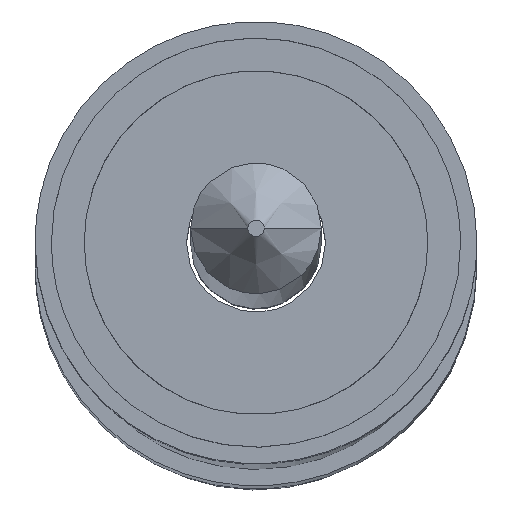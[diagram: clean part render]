
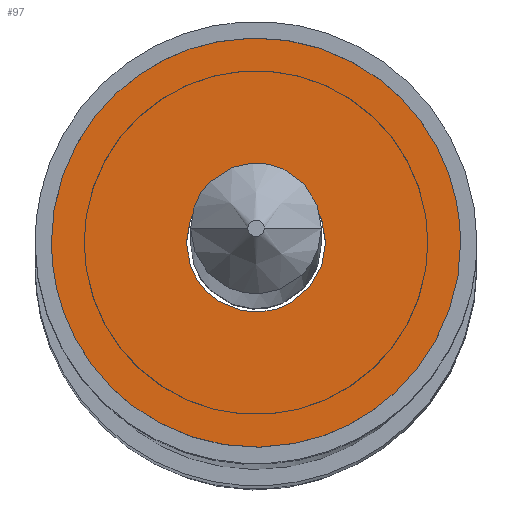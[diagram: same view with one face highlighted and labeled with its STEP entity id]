
A CAD part, top view. The second image highlights one B-rep face of the part: STEP entity #97.
In plain terms, the highlighted planar face has unit normal (0, 0, 1).
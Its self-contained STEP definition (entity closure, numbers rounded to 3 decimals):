
#57=FACE_BOUND('',#196,.T.);
#97=ADVANCED_FACE('',(#142,#57),#614,.T.);
#142=FACE_OUTER_BOUND('',#195,.T.);
#195=EDGE_LOOP('',(#350,#351));
#196=EDGE_LOOP('',(#352,#353));
#350=ORIENTED_EDGE('',*,*,#462,.F.);
#351=ORIENTED_EDGE('',*,*,#452,.F.);
#352=ORIENTED_EDGE('',*,*,#468,.F.);
#353=ORIENTED_EDGE('',*,*,#458,.F.);
#452=EDGE_CURVE('',#592,#598,#530,.T.);
#458=EDGE_CURVE('',#596,#603,#536,.T.);
#462=EDGE_CURVE('',#598,#592,#540,.T.);
#468=EDGE_CURVE('',#603,#596,#546,.T.);
#530=(
BOUNDED_CURVE()
B_SPLINE_CURVE(2,(#1442,#1443,#1444,#1445,#1446),.UNSPECIFIED.,.F.,.F.)
B_SPLINE_CURVE_WITH_KNOTS((3,2,3),(0.,39.27,78.54),
 .UNSPECIFIED.)
CURVE()
GEOMETRIC_REPRESENTATION_ITEM()
RATIONAL_B_SPLINE_CURVE((1.,0.707,1.,0.707,1.))
REPRESENTATION_ITEM('')
);
#536=(
BOUNDED_CURVE()
B_SPLINE_CURVE(2,(#1466,#1467,#1468,#1469,#1470),.UNSPECIFIED.,.F.,.F.)
B_SPLINE_CURVE_WITH_KNOTS((3,2,3),(0.,13.352,26.704),
 .UNSPECIFIED.)
CURVE()
GEOMETRIC_REPRESENTATION_ITEM()
RATIONAL_B_SPLINE_CURVE((1.,0.707,1.,0.707,1.))
REPRESENTATION_ITEM('')
);
#540=(
BOUNDED_CURVE()
B_SPLINE_CURVE(2,(#1480,#1481,#1482,#1483,#1484),.UNSPECIFIED.,.F.,.F.)
B_SPLINE_CURVE_WITH_KNOTS((3,2,3),(78.54,117.81,157.08),
 .UNSPECIFIED.)
CURVE()
GEOMETRIC_REPRESENTATION_ITEM()
RATIONAL_B_SPLINE_CURVE((1.,0.707,1.,0.707,1.))
REPRESENTATION_ITEM('')
);
#546=(
BOUNDED_CURVE()
B_SPLINE_CURVE(2,(#1504,#1505,#1506,#1507,#1508),.UNSPECIFIED.,.F.,.F.)
B_SPLINE_CURVE_WITH_KNOTS((3,2,3),(26.704,40.055,53.407),
 .UNSPECIFIED.)
CURVE()
GEOMETRIC_REPRESENTATION_ITEM()
RATIONAL_B_SPLINE_CURVE((1.,0.707,1.,0.707,1.))
REPRESENTATION_ITEM('')
);
#592=VERTEX_POINT('',#1430);
#596=VERTEX_POINT('',#1434);
#598=VERTEX_POINT('',#1436);
#603=VERTEX_POINT('',#1441);
#614=PLANE('',#679);
#679=AXIS2_PLACEMENT_3D('',#1377,#695,$);
#695=DIRECTION('',(0.,0.,1.));
#1377=CARTESIAN_POINT('',(-31.25,31.25,1661.));
#1430=CARTESIAN_POINT('',(25.,0.,1661.));
#1434=CARTESIAN_POINT('',(8.5,0.,1661.));
#1436=CARTESIAN_POINT('',(-25.,0.,1661.));
#1441=CARTESIAN_POINT('',(-8.5,0.,1661.));
#1442=CARTESIAN_POINT('',(25.,0.,1661.));
#1443=CARTESIAN_POINT('',(25.,-25.,1661.));
#1444=CARTESIAN_POINT('',(0.,-25.,1661.));
#1445=CARTESIAN_POINT('',(-25.,-25.,1661.));
#1446=CARTESIAN_POINT('',(-25.,0.,1661.));
#1466=CARTESIAN_POINT('',(8.5,0.,1661.));
#1467=CARTESIAN_POINT('',(8.5,8.5,1661.));
#1468=CARTESIAN_POINT('',(0.,8.5,1661.));
#1469=CARTESIAN_POINT('',(-8.5,8.5,1661.));
#1470=CARTESIAN_POINT('',(-8.5,0.,1661.));
#1480=CARTESIAN_POINT('',(-25.,0.,1661.));
#1481=CARTESIAN_POINT('',(-25.,25.,1661.));
#1482=CARTESIAN_POINT('',(0.,25.,1661.));
#1483=CARTESIAN_POINT('',(25.,25.,1661.));
#1484=CARTESIAN_POINT('',(25.,0.,1661.));
#1504=CARTESIAN_POINT('',(-8.5,0.,1661.));
#1505=CARTESIAN_POINT('',(-8.5,-8.5,1661.));
#1506=CARTESIAN_POINT('',(0.,-8.5,1661.));
#1507=CARTESIAN_POINT('',(8.5,-8.5,1661.));
#1508=CARTESIAN_POINT('',(8.5,0.,1661.));
